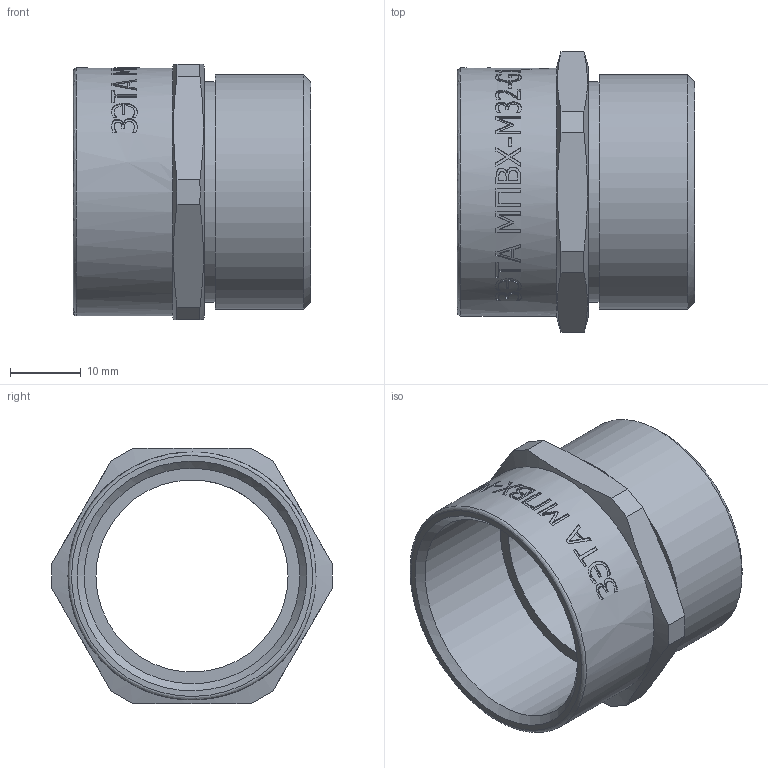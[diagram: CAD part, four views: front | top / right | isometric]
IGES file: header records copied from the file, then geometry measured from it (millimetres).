
Global section: file name: 20 MPVX-M32-G 1; native system: Autodesk Inventor 2015; preprocessor: unknown; author: Борисов Е.В.,,11,0,; ; date: 20161001.130015; units: millimetre
Bounding box: 33.5 x 39.57 x 36 mm (x, y, z)
Volume: 9321.3 mm3; surface area: 7722 mm2
Topology: 1 solids, 1 shells, 261 faces, 726 edges, 488 vertices
Faces by surface type: bspline 261
